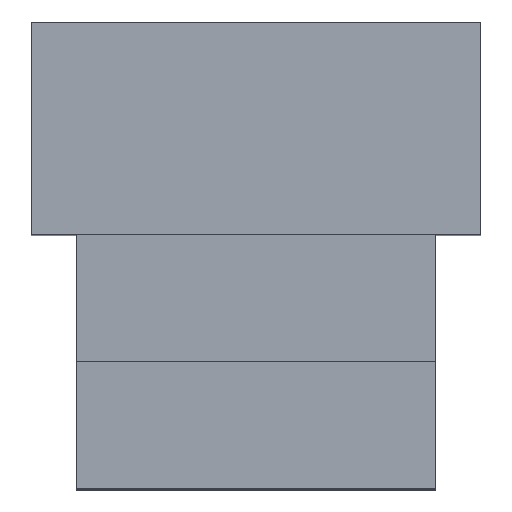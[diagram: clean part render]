
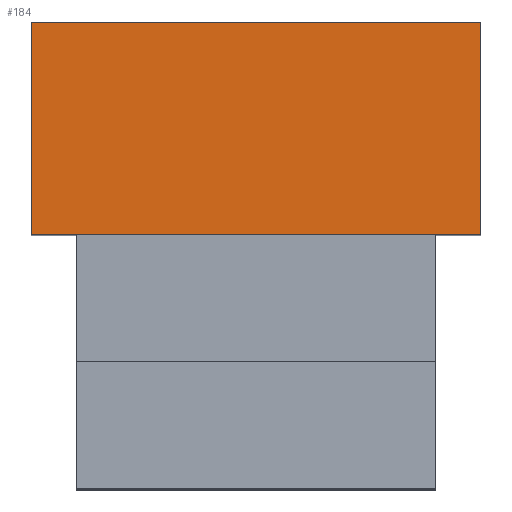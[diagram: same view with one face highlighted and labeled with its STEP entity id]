
A CAD part, top view. The second image highlights one B-rep face of the part: STEP entity #184.
In plain terms, the highlighted planar face has unit normal (0, 0, 1).
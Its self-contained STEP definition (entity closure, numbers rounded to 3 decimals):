
#83 = EDGE_LOOP ( 'NONE', ( #1980, #771, #1979, #772 ) ) ;
#184 = ADVANCED_FACE ( 'NONE', ( #739 ), #922, .F. ) ;
#194 = EDGE_CURVE ( 'NONE', #501, #499, #762, .T. ) ;
#198 = EDGE_CURVE ( 'NONE', #495, #497, #766, .T. ) ;
#199 = EDGE_CURVE ( 'NONE', #497, #501, #767, .T. ) ;
#200 = EDGE_CURVE ( 'NONE', #499, #495, #768, .T. ) ;
#495 = VERTEX_POINT ( 'NONE', #1345 ) ;
#497 = VERTEX_POINT ( 'NONE', #1347 ) ;
#499 = VERTEX_POINT ( 'NONE', #1349 ) ;
#501 = VERTEX_POINT ( 'NONE', #1351 ) ;
#739 = FACE_OUTER_BOUND ( 'NONE', #83, .T. ) ;
#762 = LINE ( 'NONE', #981, #1011 ) ;
#766 = LINE ( 'NONE', #1020, #1015 ) ;
#767 = LINE ( 'NONE', #1022, #848 ) ;
#768 = LINE ( 'NONE', #1024, #1129 ) ;
#771 = ORIENTED_EDGE ( 'NONE', *, *, #198, .F. ) ;
#772 = ORIENTED_EDGE ( 'NONE', *, *, #194, .F. ) ;
#848 = VECTOR ( 'NONE', #1023, 1000. ) ;
#922 = PLANE ( 'NONE',  #987 ) ;
#923 = CARTESIAN_POINT ( 'NONE',  ( 0.318, 0.35, 0.593 ) ) ;
#924 = DIRECTION ( 'NONE',  ( 0., 0., -1. ) ) ;
#925 = DIRECTION ( 'NONE',  ( -1., 0., 0. ) ) ;
#981 = CARTESIAN_POINT ( 'NONE',  ( 0.318, 0.35, 0.593 ) ) ;
#982 = DIRECTION ( 'NONE',  ( -1., 0., 0. ) ) ;
#987 = AXIS2_PLACEMENT_3D ( 'NONE', #923, #924, #925 ) ;
#1011 = VECTOR ( 'NONE', #982, 1000. ) ;
#1015 = VECTOR ( 'NONE', #1021, 1000. ) ;
#1020 = CARTESIAN_POINT ( 'NONE',  ( 0.318, 0.65, 0.593 ) ) ;
#1021 = DIRECTION ( 'NONE',  ( 1., 0., 0. ) ) ;
#1022 = CARTESIAN_POINT ( 'NONE',  ( 0.318, 0.35, 0.593 ) ) ;
#1023 = DIRECTION ( 'NONE',  ( 0., -1., 0. ) ) ;
#1024 = CARTESIAN_POINT ( 'NONE',  ( -0.318, 0.35, 0.593 ) ) ;
#1025 = DIRECTION ( 'NONE',  ( 0., 1., 0. ) ) ;
#1129 = VECTOR ( 'NONE', #1025, 1000. ) ;
#1345 = CARTESIAN_POINT ( 'NONE',  ( -0.318, 0.65, 0.593 ) ) ;
#1347 = CARTESIAN_POINT ( 'NONE',  ( 0.318, 0.65, 0.593 ) ) ;
#1349 = CARTESIAN_POINT ( 'NONE',  ( -0.318, 0.35, 0.593 ) ) ;
#1351 = CARTESIAN_POINT ( 'NONE',  ( 0.318, 0.35, 0.593 ) ) ;
#1979 = ORIENTED_EDGE ( 'NONE', *, *, #200, .F. ) ;
#1980 = ORIENTED_EDGE ( 'NONE', *, *, #199, .F. ) ;
